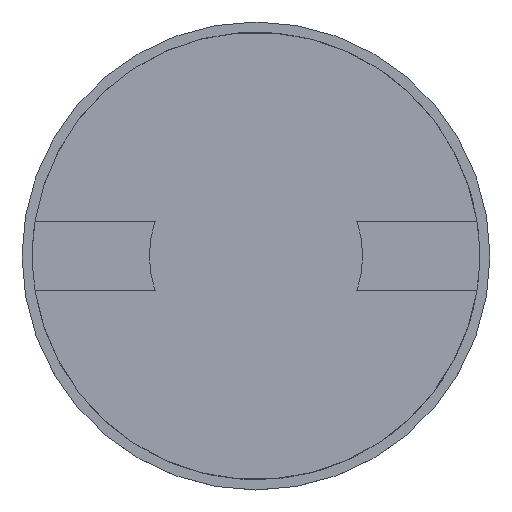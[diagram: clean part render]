
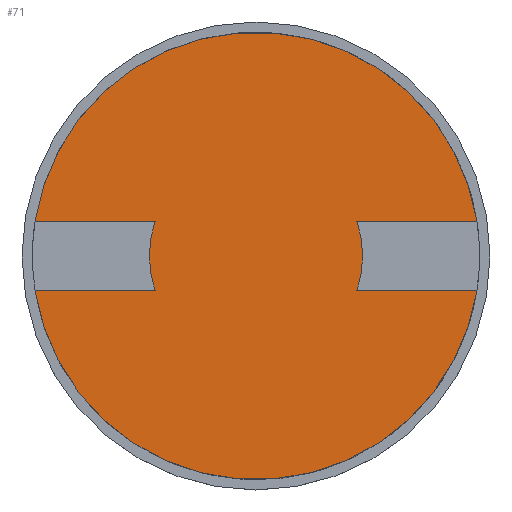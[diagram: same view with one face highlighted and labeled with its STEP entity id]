
A CAD part, top view. The second image highlights one B-rep face of the part: STEP entity #71.
In plain terms, the highlighted planar face has unit normal (0, 0, 1).
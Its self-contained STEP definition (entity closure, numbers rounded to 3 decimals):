
#42=PLANE('',#335);
#71=ADVANCED_FACE('',(#87),#42,.T.);
#87=FACE_OUTER_BOUND('',#109,.T.);
#109=EDGE_LOOP('',(#174,#175,#176,#177,#178,#179,#180,#181));
#119=LINE('',#470,#135);
#123=LINE('',#479,#139);
#126=LINE('',#485,#142);
#127=LINE('',#489,#143);
#135=VECTOR('',#389,1.);
#139=VECTOR('',#395,1.);
#142=VECTOR('',#400,1.);
#143=VECTOR('',#403,1.);
#174=ORIENTED_EDGE('',*,*,#252,.T.);
#175=ORIENTED_EDGE('',*,*,#234,.F.);
#176=ORIENTED_EDGE('',*,*,#249,.F.);
#177=ORIENTED_EDGE('',*,*,#253,.F.);
#178=ORIENTED_EDGE('',*,*,#254,.F.);
#179=ORIENTED_EDGE('',*,*,#255,.F.);
#180=ORIENTED_EDGE('',*,*,#245,.T.);
#181=ORIENTED_EDGE('',*,*,#256,.F.);
#211=VERTEX_POINT('',#441);
#212=VERTEX_POINT('',#442);
#222=VERTEX_POINT('',#471);
#223=VERTEX_POINT('',#472);
#226=VERTEX_POINT('',#480);
#228=VERTEX_POINT('',#486);
#229=VERTEX_POINT('',#488);
#230=VERTEX_POINT('',#490);
#234=EDGE_CURVE('',#211,#212,#265,.T.);
#245=EDGE_CURVE('',#222,#223,#119,.T.);
#249=EDGE_CURVE('',#226,#211,#123,.T.);
#252=EDGE_CURVE('',#228,#212,#126,.T.);
#253=EDGE_CURVE('',#229,#226,#274,.T.);
#254=EDGE_CURVE('',#230,#229,#127,.T.);
#255=EDGE_CURVE('',#222,#230,#275,.T.);
#256=EDGE_CURVE('',#228,#223,#276,.T.);
#265=CIRCLE('',#313,31.);
#274=CIRCLE('',#332,65.);
#275=CIRCLE('',#333,31.);
#276=CIRCLE('',#334,65.);
#313=AXIS2_PLACEMENT_3D('',#440,#353,#354);
#332=AXIS2_PLACEMENT_3D('',#487,#401,#402);
#333=AXIS2_PLACEMENT_3D('',#491,#404,#405);
#334=AXIS2_PLACEMENT_3D('',#492,#406,#407);
#335=AXIS2_PLACEMENT_3D('',#493,#408,#409);
#353=DIRECTION('',(0.,0.,-1.));
#354=DIRECTION('',(1.,0.,0.));
#389=DIRECTION('',(-1.,0.,0.));
#395=DIRECTION('',(-1.,0.,0.));
#400=DIRECTION('',(-1.,0.,0.));
#401=DIRECTION('',(0.,0.,-1.));
#402=DIRECTION('',(0.,1.,0.));
#403=DIRECTION('',(-1.,0.,0.));
#404=DIRECTION('',(0.,0.,-1.));
#405=DIRECTION('',(1.,0.,0.));
#406=DIRECTION('',(0.,0.,-1.));
#407=DIRECTION('',(0.,1.,0.));
#408=DIRECTION('',(0.,0.,1.));
#409=DIRECTION('',(0.,-1.,0.));
#440=CARTESIAN_POINT('',(0.,0.,0.));
#441=CARTESIAN_POINT('',(29.343,10.,0.));
#442=CARTESIAN_POINT('',(29.343,-10.,0.));
#470=CARTESIAN_POINT('',(8.,-10.,0.));
#471=CARTESIAN_POINT('',(-29.343,-10.,0.));
#472=CARTESIAN_POINT('',(-64.226,-10.,0.));
#479=CARTESIAN_POINT('',(0.,10.,0.));
#480=CARTESIAN_POINT('',(64.226,10.,0.));
#485=CARTESIAN_POINT('',(8.,-10.,0.));
#486=CARTESIAN_POINT('',(64.226,-10.,0.));
#487=CARTESIAN_POINT('',(0.,0.,0.));
#488=CARTESIAN_POINT('',(-64.226,10.,0.));
#489=CARTESIAN_POINT('',(0.,10.,0.));
#490=CARTESIAN_POINT('',(-29.343,10.,0.));
#491=CARTESIAN_POINT('',(0.,0.,0.));
#492=CARTESIAN_POINT('',(0.,0.,0.));
#493=CARTESIAN_POINT('',(8.,0.,0.));
